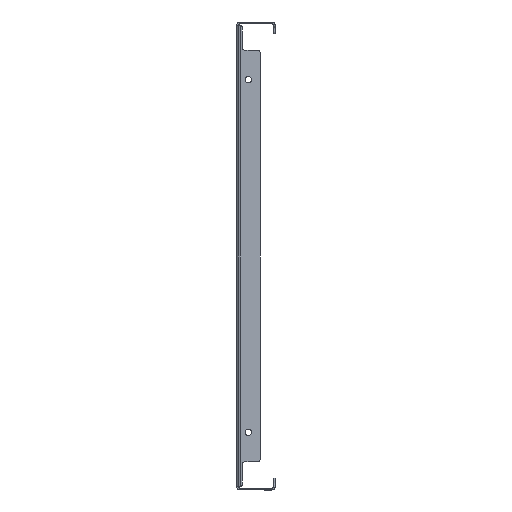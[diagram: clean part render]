
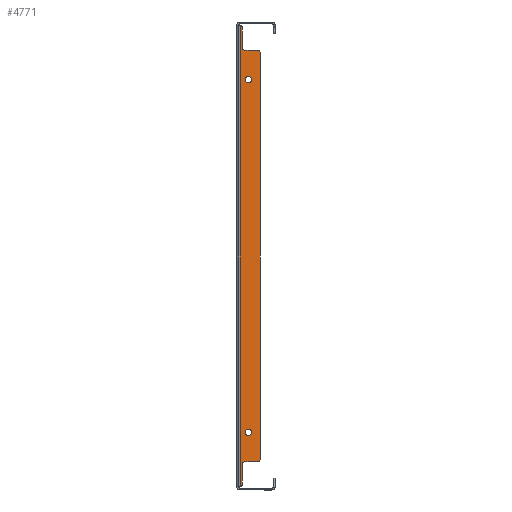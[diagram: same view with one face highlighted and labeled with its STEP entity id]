
A CAD part, left-side view. The second image highlights one B-rep face of the part: STEP entity #4771.
In plain terms, the highlighted planar face has unit normal (-1, 0, 0).
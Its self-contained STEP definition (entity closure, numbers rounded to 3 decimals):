
#22 = EDGE_CURVE ( 'NONE', #2553, #6509, #2596, .T. ) ;
#38 = CARTESIAN_POINT ( 'NONE',  ( -349., -3., -196. ) ) ;
#47 = CARTESIAN_POINT ( 'NONE',  ( -349., -18., -173. ) ) ;
#91 = CARTESIAN_POINT ( 'NONE',  ( -349., -20., 175. ) ) ;
#233 = VERTEX_POINT ( 'NONE', #2423 ) ;
#310 = CARTESIAN_POINT ( 'NONE',  ( -349., -7., -175. ) ) ;
#546 = CARTESIAN_POINT ( 'NONE',  ( -349., -10., -150. ) ) ;
#633 = AXIS2_PLACEMENT_3D ( 'NONE', #6317, #8861, #8026 ) ;
#740 = CARTESIAN_POINT ( 'NONE',  ( -349., -18., 175. ) ) ;
#868 = DIRECTION ( 'NONE',  ( 1., 0., 0. ) ) ;
#1038 = EDGE_CURVE ( 'NONE', #2277, #2553, #10069, .T. ) ;
#1080 = FACE_OUTER_BOUND ( 'NONE', #5619, .T. ) ;
#1098 = AXIS2_PLACEMENT_3D ( 'NONE', #1848, #868, #4224 ) ;
#1156 = CIRCLE ( 'NONE', #633, 2. ) ;
#1169 = ORIENTED_EDGE ( 'NONE', *, *, #5126, .T. ) ;
#1170 = CARTESIAN_POINT ( 'NONE',  ( -349., -3., 196. ) ) ;
#1290 = DIRECTION ( 'NONE',  ( 0., 0., 1. ) ) ;
#1396 = AXIS2_PLACEMENT_3D ( 'NONE', #47, #7817, #3595 ) ;
#1435 = DIRECTION ( 'NONE',  ( 1., 0., 0. ) ) ;
#1441 = DIRECTION ( 'NONE',  ( 1., 0., 0. ) ) ;
#1527 = CARTESIAN_POINT ( 'NONE',  ( -349., -10., -150. ) ) ;
#1573 = ORIENTED_EDGE ( 'NONE', *, *, #5704, .T. ) ;
#1693 = AXIS2_PLACEMENT_3D ( 'NONE', #6830, #1706, #2732 ) ;
#1706 = DIRECTION ( 'NONE',  ( -1., 0., 0. ) ) ;
#1735 = AXIS2_PLACEMENT_3D ( 'NONE', #1527, #9964, #8112 ) ;
#1762 = DIRECTION ( 'NONE',  ( 0., 1., 0. ) ) ;
#1764 = DIRECTION ( 'NONE',  ( 0., -1., 0. ) ) ;
#1848 = CARTESIAN_POINT ( 'NONE',  ( -349., -10., 150. ) ) ;
#1903 = DIRECTION ( 'NONE',  ( 1., 0., 0. ) ) ;
#1953 = DIRECTION ( 'NONE',  ( 0., 1., 0. ) ) ;
#2071 = EDGE_CURVE ( 'NONE', #2426, #6615, #6686, .T. ) ;
#2098 = CIRCLE ( 'NONE', #8237, 2. ) ;
#2186 = EDGE_LOOP ( 'NONE', ( #7251, #10857 ) ) ;
#2188 = DIRECTION ( 'NONE',  ( 0., 1., 0. ) ) ;
#2195 = VERTEX_POINT ( 'NONE', #9551 ) ;
#2252 = CARTESIAN_POINT ( 'NONE',  ( -349., -5., -194. ) ) ;
#2277 = VERTEX_POINT ( 'NONE', #7148 ) ;
#2336 = LINE ( 'NONE', #7430, #8079 ) ;
#2423 = CARTESIAN_POINT ( 'NONE',  ( -349., -20., 173. ) ) ;
#2426 = VERTEX_POINT ( 'NONE', #740 ) ;
#2553 = VERTEX_POINT ( 'NONE', #310 ) ;
#2594 = CARTESIAN_POINT ( 'NONE',  ( -349., 0., 0. ) ) ;
#2596 = LINE ( 'NONE', #9296, #8109 ) ;
#2732 = DIRECTION ( 'NONE',  ( 0., 1., 0. ) ) ;
#3024 = ORIENTED_EDGE ( 'NONE', *, *, #1038, .T. ) ;
#3041 = VERTEX_POINT ( 'NONE', #6653 ) ;
#3091 = DIRECTION ( 'NONE',  ( 0., 1., 0. ) ) ;
#3339 = ORIENTED_EDGE ( 'NONE', *, *, #8615, .F. ) ;
#3352 = VECTOR ( 'NONE', #1290, 1000. ) ;
#3422 = FACE_BOUND ( 'NONE', #2186, .T. ) ;
#3478 = EDGE_CURVE ( 'NONE', #2195, #10265, #2098, .T. ) ;
#3496 = LINE ( 'NONE', #7561, #10272 ) ;
#3555 = EDGE_CURVE ( 'NONE', #6509, #6410, #3861, .T. ) ;
#3595 = DIRECTION ( 'NONE',  ( 0., 1., 0. ) ) ;
#3617 = EDGE_CURVE ( 'NONE', #5235, #10265, #9486, .T. ) ;
#3800 = VERTEX_POINT ( 'NONE', #8440 ) ;
#3861 = CIRCLE ( 'NONE', #1396, 2. ) ;
#4072 = AXIS2_PLACEMENT_3D ( 'NONE', #2594, #8417, #1762 ) ;
#4224 = DIRECTION ( 'NONE',  ( 0., 1., 0. ) ) ;
#4309 = EDGE_CURVE ( 'NONE', #8464, #2277, #2336, .T. ) ;
#4439 = DIRECTION ( 'NONE',  ( 0., 0., 1. ) ) ;
#4680 = CARTESIAN_POINT ( 'NONE',  ( -349., -10., 150. ) ) ;
#4754 = CARTESIAN_POINT ( 'NONE',  ( -349., -7.25, 150. ) ) ;
#4771 = ADVANCED_FACE ( 'NONE', ( #3422, #10145, #1080 ), #8571, .F. ) ;
#4806 = EDGE_CURVE ( 'NONE', #3800, #2195, #9401, .T. ) ;
#4811 = CIRCLE ( 'NONE', #1735, 2.75 ) ;
#4872 = ORIENTED_EDGE ( 'NONE', *, *, #3478, .T. ) ;
#5057 = ORIENTED_EDGE ( 'NONE', *, *, #22, .T. ) ;
#5084 = ORIENTED_EDGE ( 'NONE', *, *, #4309, .T. ) ;
#5126 = EDGE_CURVE ( 'NONE', #5235, #8464, #8523, .T. ) ;
#5235 = VERTEX_POINT ( 'NONE', #38 ) ;
#5259 = EDGE_CURVE ( 'NONE', #233, #2426, #10854, .T. ) ;
#5357 = CIRCLE ( 'NONE', #6926, 2.75 ) ;
#5619 = EDGE_LOOP ( 'NONE', ( #5820, #4872, #5758, #1169, #5084, #3024, #5057, #8994, #3339, #8897, #10193, #1573 ) ) ;
#5659 = EDGE_CURVE ( 'NONE', #3041, #5914, #5357, .T. ) ;
#5674 = CARTESIAN_POINT ( 'NONE',  ( -349., -20., -173. ) ) ;
#5704 = EDGE_CURVE ( 'NONE', #6615, #3800, #1156, .T. ) ;
#5712 = DIRECTION ( 'NONE',  ( -1., 0., 0. ) ) ;
#5758 = ORIENTED_EDGE ( 'NONE', *, *, #3617, .F. ) ;
#5820 = ORIENTED_EDGE ( 'NONE', *, *, #4806, .T. ) ;
#5914 = VERTEX_POINT ( 'NONE', #4754 ) ;
#6046 = AXIS2_PLACEMENT_3D ( 'NONE', #9603, #7933, #2188 ) ;
#6088 = CARTESIAN_POINT ( 'NONE',  ( -349., -18., -175. ) ) ;
#6317 = CARTESIAN_POINT ( 'NONE',  ( -349., -7., 177. ) ) ;
#6410 = VERTEX_POINT ( 'NONE', #5674 ) ;
#6509 = VERTEX_POINT ( 'NONE', #6088 ) ;
#6592 = CARTESIAN_POINT ( 'NONE',  ( -349., -12.75, -150. ) ) ;
#6615 = VERTEX_POINT ( 'NONE', #7909 ) ;
#6653 = CARTESIAN_POINT ( 'NONE',  ( -349., -12.75, 150. ) ) ;
#6683 = DIRECTION ( 'NONE',  ( 0., 0., -1. ) ) ;
#6686 = LINE ( 'NONE', #91, #7773 ) ;
#6786 = DIRECTION ( 'NONE',  ( 0., 1., 0. ) ) ;
#6830 = CARTESIAN_POINT ( 'NONE',  ( -349., -3., -194. ) ) ;
#6839 = CARTESIAN_POINT ( 'NONE',  ( -349., -5., 196. ) ) ;
#6926 = AXIS2_PLACEMENT_3D ( 'NONE', #4680, #1435, #10588 ) ;
#7029 = AXIS2_PLACEMENT_3D ( 'NONE', #10843, #1903, #1953 ) ;
#7148 = CARTESIAN_POINT ( 'NONE',  ( -349., -5., -177. ) ) ;
#7251 = ORIENTED_EDGE ( 'NONE', *, *, #9150, .T. ) ;
#7253 = DIRECTION ( 'NONE',  ( 0., -1., 0. ) ) ;
#7371 = ORIENTED_EDGE ( 'NONE', *, *, #10064, .T. ) ;
#7430 = CARTESIAN_POINT ( 'NONE',  ( -349., -5., -196. ) ) ;
#7561 = CARTESIAN_POINT ( 'NONE',  ( -349., -20., 196. ) ) ;
#7725 = VECTOR ( 'NONE', #4439, 1000. ) ;
#7773 = VECTOR ( 'NONE', #6786, 1000. ) ;
#7817 = DIRECTION ( 'NONE',  ( -1., 0., 0. ) ) ;
#7909 = CARTESIAN_POINT ( 'NONE',  ( -349., -7., 175. ) ) ;
#7933 = DIRECTION ( 'NONE',  ( -1., 0., 0. ) ) ;
#8026 = DIRECTION ( 'NONE',  ( 0., 1., 0. ) ) ;
#8075 = CARTESIAN_POINT ( 'NONE',  ( -349., -7.25, -150. ) ) ;
#8079 = VECTOR ( 'NONE', #9050, 1000. ) ;
#8109 = VECTOR ( 'NONE', #1764, 1000. ) ;
#8112 = DIRECTION ( 'NONE',  ( 0., -1., 0. ) ) ;
#8126 = VERTEX_POINT ( 'NONE', #6592 ) ;
#8237 = AXIS2_PLACEMENT_3D ( 'NONE', #8363, #5712, #3091 ) ;
#8363 = CARTESIAN_POINT ( 'NONE',  ( -349., -3., 194. ) ) ;
#8417 = DIRECTION ( 'NONE',  ( 1., 0., 0. ) ) ;
#8440 = CARTESIAN_POINT ( 'NONE',  ( -349., -5., 177. ) ) ;
#8464 = VERTEX_POINT ( 'NONE', #2252 ) ;
#8523 = CIRCLE ( 'NONE', #1693, 2. ) ;
#8571 = PLANE ( 'NONE',  #4072 ) ;
#8615 = EDGE_CURVE ( 'NONE', #233, #6410, #3496, .T. ) ;
#8656 = CARTESIAN_POINT ( 'NONE',  ( -349., -3., 196. ) ) ;
#8827 = CIRCLE ( 'NONE', #1098, 2.75 ) ;
#8861 = DIRECTION ( 'NONE',  ( 1., 0., 0. ) ) ;
#8897 = ORIENTED_EDGE ( 'NONE', *, *, #5259, .T. ) ;
#8994 = ORIENTED_EDGE ( 'NONE', *, *, #3555, .T. ) ;
#9050 = DIRECTION ( 'NONE',  ( 0., 0., 1. ) ) ;
#9150 = EDGE_CURVE ( 'NONE', #5914, #3041, #8827, .T. ) ;
#9296 = CARTESIAN_POINT ( 'NONE',  ( -349., -20., -175. ) ) ;
#9401 = LINE ( 'NONE', #6839, #7725 ) ;
#9486 = LINE ( 'NONE', #8656, #3352 ) ;
#9507 = EDGE_LOOP ( 'NONE', ( #7371, #10463 ) ) ;
#9551 = CARTESIAN_POINT ( 'NONE',  ( -349., -5., 194. ) ) ;
#9603 = CARTESIAN_POINT ( 'NONE',  ( -349., -18., 173. ) ) ;
#9822 = AXIS2_PLACEMENT_3D ( 'NONE', #546, #1441, #7253 ) ;
#9964 = DIRECTION ( 'NONE',  ( 1., 0., 0. ) ) ;
#10064 = EDGE_CURVE ( 'NONE', #10655, #8126, #4811, .T. ) ;
#10069 = CIRCLE ( 'NONE', #7029, 2. ) ;
#10145 = FACE_BOUND ( 'NONE', #9507, .T. ) ;
#10193 = ORIENTED_EDGE ( 'NONE', *, *, #2071, .T. ) ;
#10265 = VERTEX_POINT ( 'NONE', #1170 ) ;
#10272 = VECTOR ( 'NONE', #6683, 1000. ) ;
#10320 = EDGE_CURVE ( 'NONE', #8126, #10655, #10724, .T. ) ;
#10463 = ORIENTED_EDGE ( 'NONE', *, *, #10320, .T. ) ;
#10588 = DIRECTION ( 'NONE',  ( 0., 1., 0. ) ) ;
#10655 = VERTEX_POINT ( 'NONE', #8075 ) ;
#10724 = CIRCLE ( 'NONE', #9822, 2.75 ) ;
#10843 = CARTESIAN_POINT ( 'NONE',  ( -349., -7., -177. ) ) ;
#10854 = CIRCLE ( 'NONE', #6046, 2. ) ;
#10857 = ORIENTED_EDGE ( 'NONE', *, *, #5659, .T. ) ;
